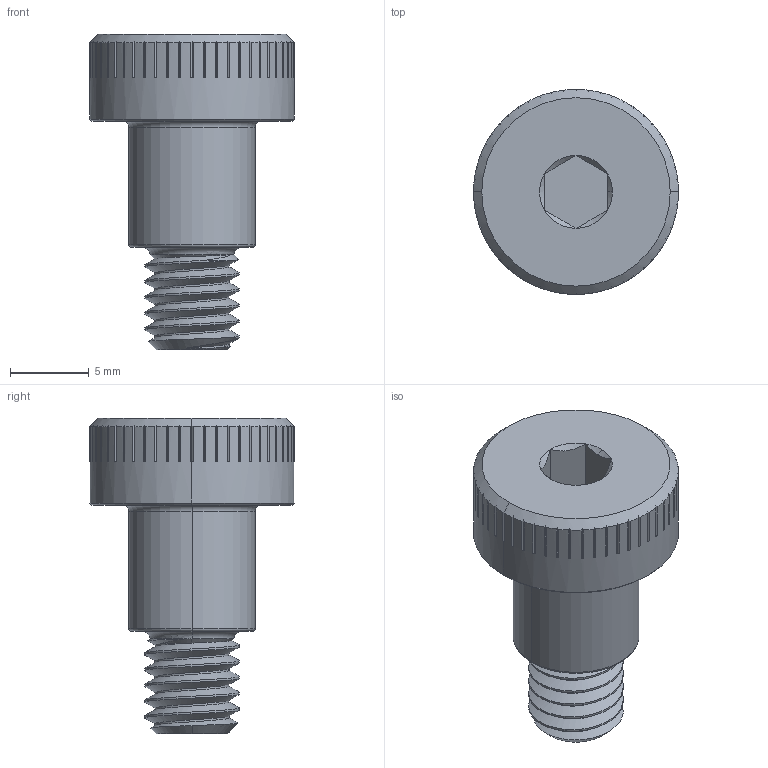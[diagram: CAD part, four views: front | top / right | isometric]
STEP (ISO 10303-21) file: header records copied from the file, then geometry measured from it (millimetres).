
FILE_DESCRIPTION (( 'STEP AP203' ), '1' );
FILE_NAME ('94361A532_Short-Thread Alloy Steel Shoulder Screw.STEP', '2021-09-20T18:30:35', ( 'Administrator' ), ( 'Managed by Terraform' ), 'SwSTEP 2.0', 'SolidWorks 2017', '' );
FILE_SCHEMA (( 'CONFIG_CONTROL_DESIGN' ));
Length unit declared in the file: millimetre
Products named in the file (1): 94361A532_Short-Thread Alloy Steel Shoulder Screw
Bounding box: 13 x 13 x 20 mm (x, y, z)
Volume: 1226.8 mm3; surface area: 892.3 mm2
Topology: 1 solids, 1 shells, 207 faces, 582 edges, 380 vertices
Faces by surface type: plane 167, cone 16, cylinder 15, torus 6, bspline 3
Entity records: 8016 total; most frequent: CARTESIAN_POINT 2787, ORIENTED_EDGE 1164, DIRECTION 990, EDGE_CURVE 582, VERTEX_POINT 380, AXIS2_PLACEMENT_3D 348, VECTOR 294, LINE 294
